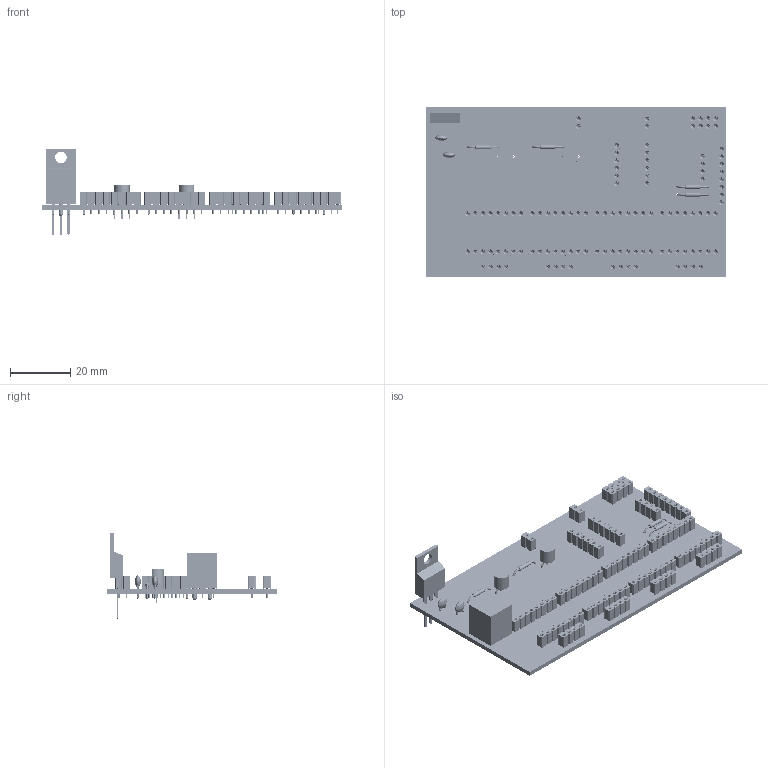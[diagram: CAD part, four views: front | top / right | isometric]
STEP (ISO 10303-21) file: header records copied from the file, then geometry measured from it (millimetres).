
FILE_DESCRIPTION(('PCB Model'),'2;1');
FILE_NAME( '3D.STEP', '2021-12-15T04:02:32',('yoian'),('Unspecified'), 'Open CASCADE STEP processor 6.8','Proteus','Unknown');
FILE_SCHEMA(('AUTOMOTIVE_DESIGN { 1 0 10303 214 1 1 1 1 }'));
Length unit declared in the file: millimetre
Products named in the file (73): Open CASCADE STEP translator 6.8 2; Layer_1; +24V______-; Open CASCADE STEP translator 6.8 2.2.1; Body_1; Pin_1; Pin_2; 7805; Open CASCADE STEP translator 6.8 2.3.1; C1; Open CASCADE STEP translator 6.8 2.4.1; C2; 5-3.3_1; Open CASCADE STEP translator 6.8 2.6.1; 5-3.3_2; Open CASCADE STEP translator 6.8 2.7.1; ESP01_1; Open CASCADE STEP translator 6.8 2.8.1; ESP01_2; Open CASCADE STEP translator 6.8 2.9.1; R2; Open CASCADE STEP translator 6.8 2.10.1; MOTOR1; Open CASCADE STEP translator 6.8 2.11.1; DRV8824_1.2; Open CASCADE STEP translator 6.8 2.12.1; DRV8824_1.1; Open CASCADE STEP translator 6.8 2.13.1; DRV8824_2.1; Open CASCADE STEP translator 6.8 2.14.1; DRV8824_2.2; Open CASCADE STEP translator 6.8 2.15.1; DRV8824_3.1; Open CASCADE STEP translator 6.8 2.16.1; DRV8824_3.2; Open CASCADE STEP translator 6.8 2.17.1; DRV8824_4.1; Open CASCADE STEP translator 6.8 2.18.1; DRV8824_4.2; Open CASCADE STEP translator 6.8 2.19.1 ...
Assembly tree (93 placements, depth 4):
  Open CASCADE STEP translator 6.8 2
    Layer_1
    +24V______-
      Open CASCADE STEP translator 6.8 2.2.1
        Body_1
        Pin_1
        Pin_2
    7805
      Open CASCADE STEP translator 6.8 2.3.1
        Body_1
    C1
      Open CASCADE STEP translator 6.8 2.4.1
        Body_1
        Pin_1
        Pin_2
    C2
      Open CASCADE STEP translator 6.8 2.4.1
        Body_1
        Pin_1
        Pin_2
    5-3.3_1
      Open CASCADE STEP translator 6.8 2.6.1
        Body_1
    5-3.3_2
      Open CASCADE STEP translator 6.8 2.7.1
        Body_1
    ESP01_1
      Open CASCADE STEP translator 6.8 2.8.1
        Body_1
    ESP01_2
      Open CASCADE STEP translator 6.8 2.9.1
        Body_1
    R2
      Open CASCADE STEP translator 6.8 2.10.1
        Body_1
        Pin_1
        Pin_2
    MOTOR1
      Open CASCADE STEP translator 6.8 2.11.1
        Body_1
    DRV8824_1.2
      Open CASCADE STEP translator 6.8 2.12.1
        Body_1
    DRV8824_1.1
      Open CASCADE STEP translator 6.8 2.13.1
        Body_1
    DRV8824_2.1
      Open CASCADE STEP translator 6.8 2.14.1
        Body_1
    DRV8824_2.2
      Open CASCADE STEP translator 6.8 2.15.1
        Body_1
    DRV8824_3.1
      Open CASCADE STEP translator 6.8 2.16.1
        Body_1
    DRV8824_3.2
      Open CASCADE STEP translator 6.8 2.17.1
        Body_1
    DRV8824_4.1
      Open CASCADE STEP translator 6.8 2.18.1
Bounding box: 100 x 56.35 x 28.62 mm (x, y, z)
Volume: 13087.6 mm3; surface area: 21630.5 mm2
Topology: 45 solids, 45 shells, 5840 faces, 14081 edges, 8268 vertices
Faces by surface type: cone 2320, plane 1782, cylinder 1262, torus 248, sphere 172, bspline 48, extrusion 8
Entity records: 51249 total; most frequent: DIRECTION 7401, CARTESIAN_POINT 7270, ORIENTED_EDGE 6530, EDGE_CURVE 3265, AXIS2_PLACEMENT_3D 2921, VERTEX_POINT 2042, FACE_BOUND 1707, EDGE_LOOP 1707
